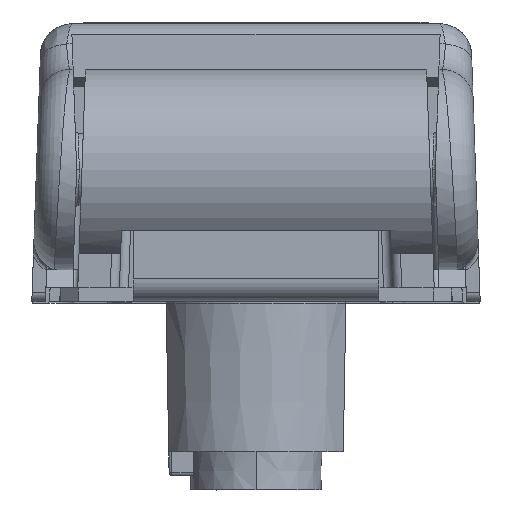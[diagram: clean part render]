
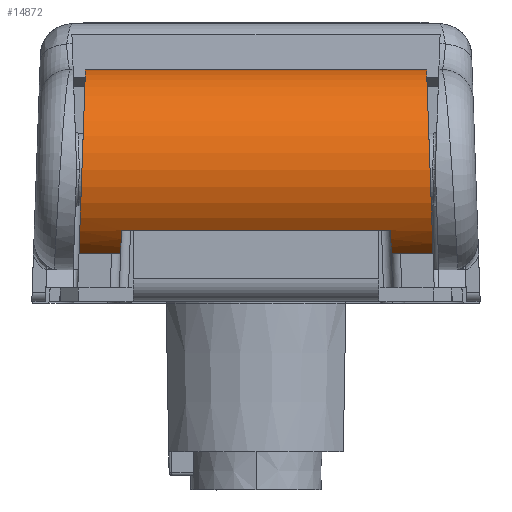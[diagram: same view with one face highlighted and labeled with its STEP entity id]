
A CAD part, front view. The second image highlights one B-rep face of the part: STEP entity #14872.
In plain terms, the highlighted cylindrical face has radius 11 mm (diameter 22 mm), a partial arc.
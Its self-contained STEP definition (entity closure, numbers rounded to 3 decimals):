
#1072=CARTESIAN_POINT('',(-19.439,3.733,29.926));
#1073=CARTESIAN_POINT('',(-19.425,4.155,30.587));
#1074=CARTESIAN_POINT('',(-19.388,5.195,31.901));
#1075=CARTESIAN_POINT('',(-19.312,7.396,33.612));
#1076=CARTESIAN_POINT('',(-19.215,10.17,34.777));
#1077=CARTESIAN_POINT('',(-19.106,13.282,35.145));
#1078=CARTESIAN_POINT('',(-18.998,16.371,34.621));
#1079=CARTESIAN_POINT('',(-18.903,19.083,33.316));
#1080=CARTESIAN_POINT('',(-18.842,20.841,31.801));
#1081=CARTESIAN_POINT('',(-18.804,21.925,30.47));
#1082=CARTESIAN_POINT('',(-18.782,22.573,29.461));
#1083=CARTESIAN_POINT('',(-18.763,23.112,28.389));
#1084=CARTESIAN_POINT('',(-18.742,23.706,26.778));
#1085=CARTESIAN_POINT('',(-18.728,24.116,24.494));
#1086=CARTESIAN_POINT('',(-18.737,23.858,21.495));
#1087=CARTESIAN_POINT('',(-18.776,22.737,18.57));
#1088=CARTESIAN_POINT('',(-18.842,20.836,16.078));
#1089=CARTESIAN_POINT('',(-18.927,18.422,14.283));
#1090=CARTESIAN_POINT('',(-19.017,15.828,13.26));
#1091=CARTESIAN_POINT('',(-19.075,14.168,13.034));
#1092=CARTESIAN_POINT('',(-19.102,13.384,13.007));
#1246=CARTESIAN_POINT('',(19.439,3.733,29.926));
#1247=CARTESIAN_POINT('',(19.425,4.155,30.587));
#1248=CARTESIAN_POINT('',(19.388,5.195,31.901));
#1249=CARTESIAN_POINT('',(19.312,7.396,33.612));
#1250=CARTESIAN_POINT('',(19.215,10.17,34.777));
#1251=CARTESIAN_POINT('',(19.106,13.282,35.145));
#1252=CARTESIAN_POINT('',(18.998,16.371,34.621));
#1253=CARTESIAN_POINT('',(18.903,19.083,33.316));
#1254=CARTESIAN_POINT('',(18.842,20.841,31.801));
#1255=CARTESIAN_POINT('',(18.804,21.925,30.47));
#1256=CARTESIAN_POINT('',(18.782,22.573,29.461));
#1257=CARTESIAN_POINT('',(18.763,23.112,28.389));
#1258=CARTESIAN_POINT('',(18.742,23.706,26.778));
#1259=CARTESIAN_POINT('',(18.728,24.116,24.494));
#1260=CARTESIAN_POINT('',(18.737,23.858,21.495));
#1261=CARTESIAN_POINT('',(18.776,22.737,18.57));
#1262=CARTESIAN_POINT('',(18.842,20.836,16.078));
#1263=CARTESIAN_POINT('',(18.927,18.422,14.283));
#1264=CARTESIAN_POINT('',(19.017,15.828,13.26));
#1265=CARTESIAN_POINT('',(19.075,14.168,13.034));
#1266=CARTESIAN_POINT('',(19.102,13.384,13.007));
#1400=DIRECTION('',(-1.,0.,0.));
#1401=VECTOR('',#1400,4.57);
#1402=CARTESIAN_POINT('',(19.439,3.733,29.926));
#1403=LINE('',#1402,#1401);
#1404=CARTESIAN_POINT('',(14.87,3.733,29.926));
#1405=CARTESIAN_POINT('',(14.845,4.429,31.015));
#1406=CARTESIAN_POINT('',(14.815,5.291,31.952));
#1407=CARTESIAN_POINT('',(14.779,6.318,32.738));
#1409=DIRECTION('',(-1.,0.,0.));
#1410=VECTOR('',#1409,29.559);
#1411=CARTESIAN_POINT('',(14.779,6.318,32.738));
#1412=LINE('',#1411,#1410);
#1413=CARTESIAN_POINT('',(-14.779,6.318,32.738));
#1414=CARTESIAN_POINT('',(-14.815,5.291,31.952));
#1415=CARTESIAN_POINT('',(-14.845,4.429,31.015));
#1416=CARTESIAN_POINT('',(-14.87,3.733,29.926));
#1418=DIRECTION('',(-1.,0.,0.));
#1419=VECTOR('',#1418,4.57);
#1420=CARTESIAN_POINT('',(-14.87,3.733,29.926));
#1421=LINE('',#1420,#1419);
#1422=DIRECTION('',(1.,0.,0.));
#1423=VECTOR('',#1422,38.205);
#1424=CARTESIAN_POINT('',(-19.102,13.384,13.007));
#1425=LINE('',#1424,#1423);
#11187=CARTESIAN_POINT('',(-19.439,3.733,
29.926));
#11189=VERTEX_POINT('',#11187);
#11194=CARTESIAN_POINT('',(-19.102,13.384,
13.007));
#11195=VERTEX_POINT('',#11194);
#11196=CARTESIAN_POINT('',(19.439,3.733,29.926));
#11198=VERTEX_POINT('',#11196);
#11200=CARTESIAN_POINT('',(14.87,3.733,29.926));
#11201=VERTEX_POINT('',#11200);
#11205=CARTESIAN_POINT('',(-14.87,3.733,
29.926));
#11207=VERTEX_POINT('',#11205);
#11214=CARTESIAN_POINT('',(19.102,13.384,13.007));
#11215=VERTEX_POINT('',#11214);
#11216=VERTEX_POINT('',#1407);
#11217=CARTESIAN_POINT('',(-14.779,6.318,
32.738));
#11218=VERTEX_POINT('',#11217);
#14854=CARTESIAN_POINT('',(20.217,13.,24.));
#14855=DIRECTION('',(-1.,0.,0.));
#14856=DIRECTION('',(0.,0.,1.));
#14857=AXIS2_PLACEMENT_3D('',#14854,#14855,#14856);
#14858=CYLINDRICAL_SURFACE('',#14857,11.);
#14859=ORIENTED_EDGE('',*,*,#14666,.T.);
#14860=ORIENTED_EDGE('',*,*,#14643,.T.);
#14862=ORIENTED_EDGE('',*,*,#14861,.T.);
#14864=ORIENTED_EDGE('',*,*,#14863,.T.);
#14866=ORIENTED_EDGE('',*,*,#14865,.T.);
#14867=ORIENTED_EDGE('',*,*,#14505,.T.);
#14868=ORIENTED_EDGE('',*,*,#14533,.T.);
#14869=ORIENTED_EDGE('',*,*,#14562,.F.);
#14870=EDGE_LOOP('',(#14859,#14860,#14862,#14864,#14866,#14867,#14868,#14869));
#14871=FACE_OUTER_BOUND('',#14870,.F.);
#1093=B_SPLINE_CURVE_WITH_KNOTS('',3,(#1072,#1073,#1074,#1075,#1076,#1077,#1078,
#1079,#1080,#1081,#1082,#1083,#1084,#1085,#1086,#1087,#1088,#1089,#1090,#1091,
#1092),.UNSPECIFIED.,.F.,.F.,(4,1,1,1,1,1,1,1,1,1,1,1,1,1,1,1,1,1,4),(0.,
0.063,0.125,0.188,0.25,0.313,0.375,0.438,0.469,0.5,
0.531,0.563,0.625,0.688,0.75,0.813,0.875,0.938,1.),
.UNSPECIFIED.);
#1267=B_SPLINE_CURVE_WITH_KNOTS('',3,(#1246,#1247,#1248,#1249,#1250,#1251,#1252,
#1253,#1254,#1255,#1256,#1257,#1258,#1259,#1260,#1261,#1262,#1263,#1264,#1265,
#1266),.UNSPECIFIED.,.F.,.F.,(4,1,1,1,1,1,1,1,1,1,1,1,1,1,1,1,1,1,4),(0.,
0.063,0.125,0.188,0.25,0.313,0.375,0.438,0.469,0.5,
0.531,0.563,0.625,0.688,0.75,0.813,0.875,0.938,1.),
.UNSPECIFIED.);
#1408=B_SPLINE_CURVE_WITH_KNOTS('',3,(#1404,#1405,#1406,#1407),.UNSPECIFIED.,
.F.,.F.,(4,4),(0.,1.),.UNSPECIFIED.);
#1417=B_SPLINE_CURVE_WITH_KNOTS('',3,(#1413,#1414,#1415,#1416),.UNSPECIFIED.,
.F.,.F.,(4,4),(0.,1.),.UNSPECIFIED.);
#14505=EDGE_CURVE('',#11189,#11195,#1093,.T.);
#14533=EDGE_CURVE('',#11195,#11215,#1425,.T.);
#14562=EDGE_CURVE('',#11198,#11215,#1267,.T.);
#14643=EDGE_CURVE('',#11201,#11216,#1408,.T.);
#14666=EDGE_CURVE('',#11198,#11201,#1403,.T.);
#14861=EDGE_CURVE('',#11216,#11218,#1412,.T.);
#14863=EDGE_CURVE('',#11218,#11207,#1417,.T.);
#14865=EDGE_CURVE('',#11207,#11189,#1421,.T.);
#14872=ADVANCED_FACE('',(#14871),#14858,.T.);
